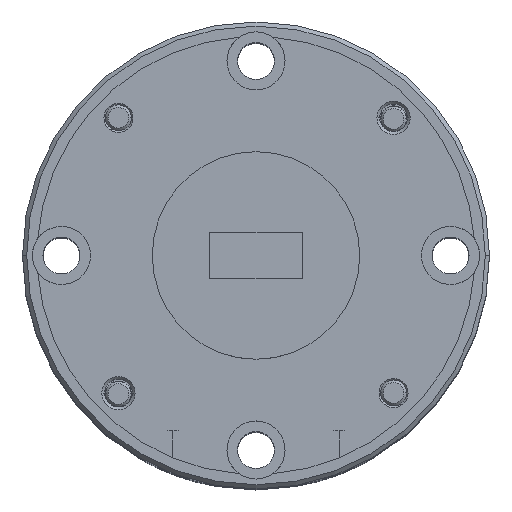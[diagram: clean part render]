
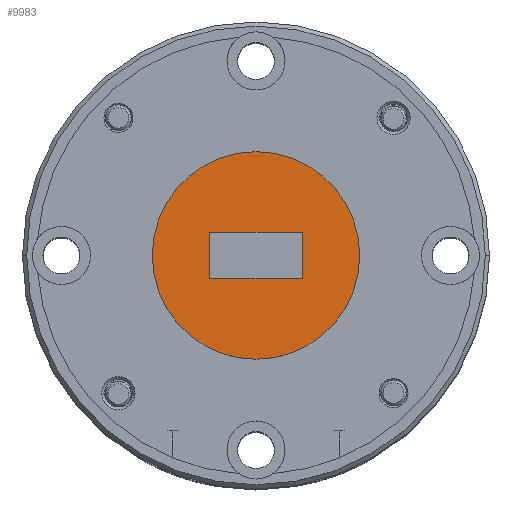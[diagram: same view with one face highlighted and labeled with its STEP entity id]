
A CAD part, top view. The second image highlights one B-rep face of the part: STEP entity #9983.
In plain terms, the highlighted planar face has unit normal (0, 0, 1).
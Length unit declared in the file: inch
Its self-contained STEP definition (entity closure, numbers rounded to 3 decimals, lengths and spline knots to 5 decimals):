
#849 = CARTESIAN_POINT ( 'NONE',  ( 0.32842, 0.79571, 1.75421 ) ) ;
#987 = VERTEX_POINT ( 'NONE', #2182 ) ;
#1424 = FACE_BOUND ( 'NONE', #9041, .T. ) ;
#1731 = DIRECTION ( 'NONE',  ( -1., 0., 0. ) ) ;
#2182 = CARTESIAN_POINT ( 'NONE',  ( 0.46642, 0.73971, 1.75421 ) ) ;
#2449 = EDGE_CURVE ( 'NONE', #11900, #12473, #7975, .T. ) ;
#2728 = CARTESIAN_POINT ( 'NONE',  ( 0.77892, 0.68371, 1.75421 ) ) ;
#3438 = DIRECTION ( 'NONE',  ( 0., 0., 1. ) ) ;
#3551 = CARTESIAN_POINT ( 'NONE',  ( 0.77892, 0.17721, 1.75421 ) ) ;
#4041 = CIRCLE ( 'NONE', #12208, 0.25 ) ;
#4159 = VECTOR ( 'NONE', #4278, 39.37008 ) ;
#4278 = DIRECTION ( 'NONE',  ( 0., -1., 0. ) ) ;
#4548 = PLANE ( 'NONE',  #11893 ) ;
#4599 = VECTOR ( 'NONE', #9372, 39.37008 ) ;
#4964 = AXIS2_PLACEMENT_3D ( 'NONE', #5448, #3438, #6728 ) ;
#5330 = ORIENTED_EDGE ( 'NONE', *, *, #9138, .F. ) ;
#5448 = CARTESIAN_POINT ( 'NONE',  ( 0.21642, 0.73971, 1.75421 ) ) ;
#5512 = VERTEX_POINT ( 'NONE', #13567 ) ;
#5596 = EDGE_CURVE ( 'NONE', #5706, #11900, #13369, .T. ) ;
#5702 = FACE_OUTER_BOUND ( 'NONE', #6974, .T. ) ;
#5706 = VERTEX_POINT ( 'NONE', #849 ) ;
#6011 = CARTESIAN_POINT ( 'NONE',  ( 0.21642, 0.73971, 1.75421 ) ) ;
#6159 = VECTOR ( 'NONE', #9166, 39.37008 ) ;
#6489 = LINE ( 'NONE', #11005, #4159 ) ;
#6524 = ORIENTED_EDGE ( 'NONE', *, *, #11987, .T. ) ;
#6728 = DIRECTION ( 'NONE',  ( 1., 0., 0. ) ) ;
#6974 = EDGE_LOOP ( 'NONE', ( #8728, #6524 ) ) ;
#7132 = CARTESIAN_POINT ( 'NONE',  ( 0.10442, 0.79571, 1.75421 ) ) ;
#7253 = ORIENTED_EDGE ( 'NONE', *, *, #8233, .F. ) ;
#7380 = ORIENTED_EDGE ( 'NONE', *, *, #5596, .T. ) ;
#7975 = LINE ( 'NONE', #2728, #8040 ) ;
#8040 = VECTOR ( 'NONE', #1731, 39.37008 ) ;
#8233 = EDGE_CURVE ( 'NONE', #5706, #11053, #8238, .T. ) ;
#8238 = LINE ( 'NONE', #9445, #4599 ) ;
#8728 = ORIENTED_EDGE ( 'NONE', *, *, #11771, .T. ) ;
#9041 = EDGE_LOOP ( 'NONE', ( #7380, #11670, #5330, #7253 ) ) ;
#9047 = CARTESIAN_POINT ( 'NONE',  ( 0.32842, 0.68371, 1.75421 ) ) ;
#9138 = EDGE_CURVE ( 'NONE', #11053, #12473, #6489, .T. ) ;
#9166 = DIRECTION ( 'NONE',  ( 0., -1., 0. ) ) ;
#9372 = DIRECTION ( 'NONE',  ( -1., 0., 0. ) ) ;
#9445 = CARTESIAN_POINT ( 'NONE',  ( 0.32842, 0.79571, 1.75421 ) ) ;
#9983 = ADVANCED_FACE ( 'NONE', ( #1424, #5702 ), #4548, .F. ) ;
#10008 = DIRECTION ( 'NONE',  ( 0., 1., 0. ) ) ;
#10601 = CIRCLE ( 'NONE', #4964, 0.25 ) ;
#11005 = CARTESIAN_POINT ( 'NONE',  ( 0.10442, 1.03652, 1.75421 ) ) ;
#11053 = VERTEX_POINT ( 'NONE', #7132 ) ;
#11146 = CARTESIAN_POINT ( 'NONE',  ( 0.32842, 1.03652, 1.75421 ) ) ;
#11588 = DIRECTION ( 'NONE',  ( 0., 0., 1. ) ) ;
#11670 = ORIENTED_EDGE ( 'NONE', *, *, #2449, .T. ) ;
#11771 = EDGE_CURVE ( 'NONE', #987, #5512, #10601, .T. ) ;
#11893 = AXIS2_PLACEMENT_3D ( 'NONE', #3551, #13207, #10008 ) ;
#11900 = VERTEX_POINT ( 'NONE', #9047 ) ;
#11974 = CARTESIAN_POINT ( 'NONE',  ( 0.10442, 0.68371, 1.75421 ) ) ;
#11987 = EDGE_CURVE ( 'NONE', #5512, #987, #4041, .T. ) ;
#12208 = AXIS2_PLACEMENT_3D ( 'NONE', #6011, #11588, #12521 ) ;
#12473 = VERTEX_POINT ( 'NONE', #11974 ) ;
#12521 = DIRECTION ( 'NONE',  ( 1., 0., 0. ) ) ;
#13207 = DIRECTION ( 'NONE',  ( 0., 0., -1. ) ) ;
#13369 = LINE ( 'NONE', #11146, #6159 ) ;
#13567 = CARTESIAN_POINT ( 'NONE',  ( -0.03358, 0.73971, 1.75421 ) ) ;
